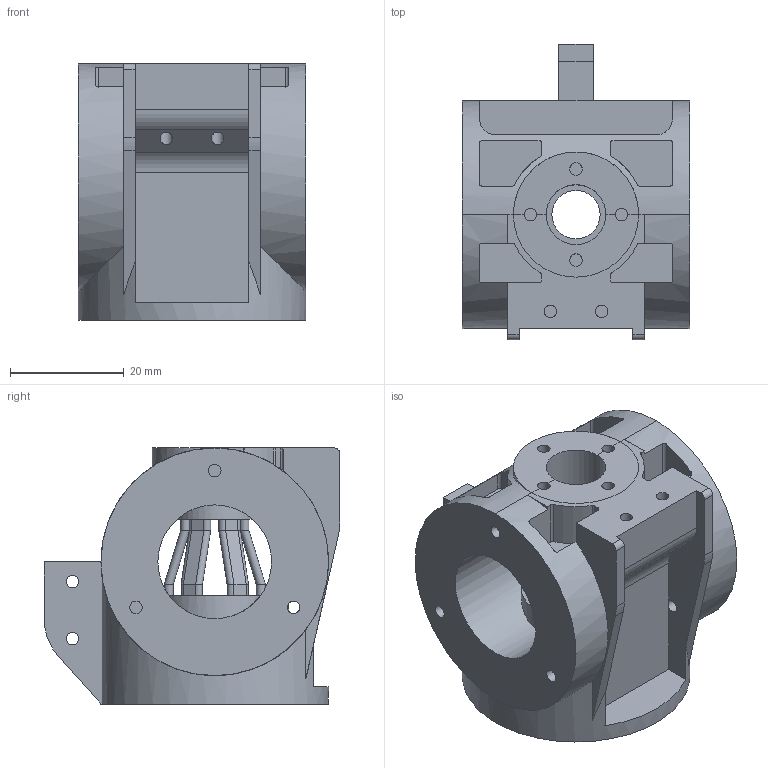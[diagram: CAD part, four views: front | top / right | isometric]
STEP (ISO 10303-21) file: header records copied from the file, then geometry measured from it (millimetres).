
FILE_DESCRIPTION(('FreeCAD Model'),'2;1');
FILE_NAME('Corps_V1.0.2.step','2020-03-31T11:04:35',('Almisuifre'),(''), 'Open CASCADE STEP processor 6.8','FreeCAD','Unknown');
FILE_SCHEMA(('AUTOMOTIVE_DESIGN_CC2 { 1 2 10303 214 -1 1 5 4 }'));
Length unit declared in the file: millimetre
Products named in the file (1): Corps_V1.0.2
Bounding box: 40 x 52 x 45 mm (x, y, z)
Volume: 38947.2 mm3; surface area: 16074.1 mm2
Topology: 1 solids, 1 shells, 213 faces, 545 edges, 342 vertices
Faces by surface type: plane 106, cylinder 93, bspline 12, cone 1, torus 1
Full cylindrical faces by diameter (mm): 2.2 x17, 8.5 x1, 10.5 x1, 14.3 x2, 20 x1, 20.8 x1
Entity records: 17623 total; most frequent: CARTESIAN_POINT 7326, DIRECTION 1745, ORIENTED_EDGE 1090, PCURVE 1090, DEFINITIONAL_REPRESENTATION 1090, LINE 890, VECTOR 890, EDGE_CURVE 545
